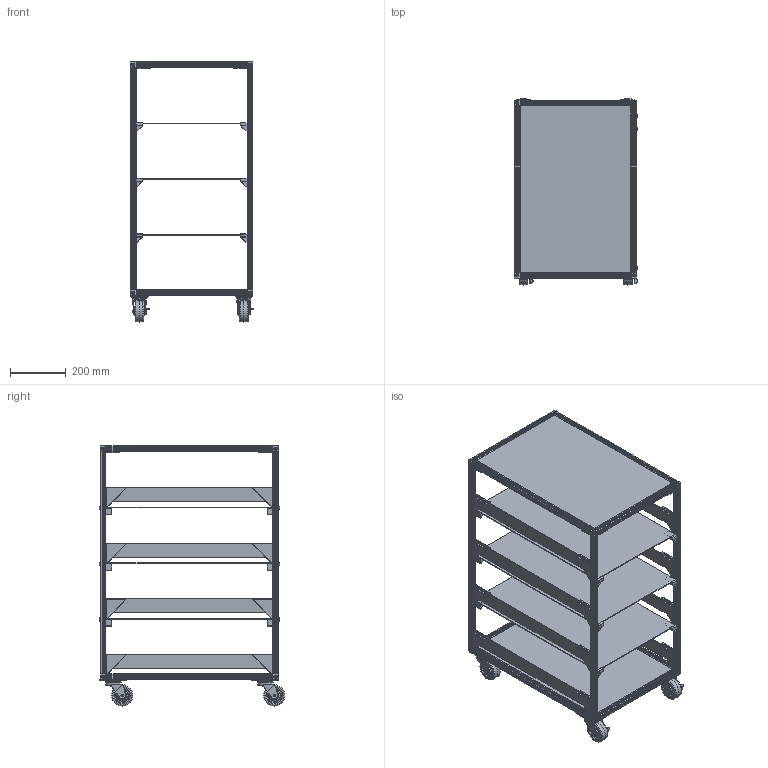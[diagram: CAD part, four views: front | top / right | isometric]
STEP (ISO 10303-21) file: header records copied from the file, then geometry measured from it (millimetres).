
FILE_DESCRIPTION(/* description */ (''),/* implementation_level */ '2;1');
FILE_NAME(/* name */ 'Project Cart v2 v8.step',/* time_stamp */ '2025-09-08T13:08:22-05:00',/* author */ (''),/* organization */ (''),/* preprocessor_version */ 'ST-DEVELOPER v20.1',/* originating_system */ 'Autodesk Translation Framework v14.10.0.0',/* authorisation */ '');
FILE_SCHEMA (('AUTOMOTIVE_DESIGN { 1 0 10303 214 3 1 1 }'));
Length unit declared in the file: millimetre
Products named in the file (45): Project Cart v2; Frame; 400mm 2020; 400mm 2020_1; 800mm 2020; 600mm 2020; 5537T9_T-Slotted Framing; 600mm 2020_1; 600mm 2020_2; 600mm 2020_3; 600mm 2020_4; 5537T9_T-Slotted Framing_1; 400mm 2020_2; 400mm 2020_3; 5537T9_T-Slotted Framing_2; corner cube 2020 v slot; 2358T26_Static-Control Plate Caster; Corner Bracket Shelf Support; Corner Bracket Shelf Support_1; Corner Bracket Shelf Support_2; Corner Bracket Shelf Support_3; Bracket; Top and Bottom Shelves; Interior Shelves; 2020 shelf bracket; 2020 shelf bracket_1; 2020 shelf bracket_2; Bracket_1; 2020 shelf bracket v9(Mirror); Bracket(Mirror); 2020 shelf bracket v9(Mirror) (1); Bracket(Mirror) (1); 2020 shelf bracket v9(Mirror)(Mirror); Bracket(Mirror)(Mirror); 2020 Side Bracket; 2020 Side Bracket_1; 2020 Side Bracket_2; 2020 Side Bracket_3; 2020 Side Bracket_4; 2020 Side Bracket_5 ...
Assembly tree (89 placements, depth 5):
  Project Cart v2
    Frame
      800mm 2020  x4
        600mm 2020
          5537T9_T-Slotted Framing
      600mm 2020_1  x3
        600mm 2020_2
          5537T9_T-Slotted Framing_1
      corner cube 2020 v slot  x8
      400mm 2020_2  x3
        400mm 2020_3
          5537T9_T-Slotted Framing_2
      400mm 2020
        400mm 2020_1
          5537T9_T-Slotted Framing_2
      600mm 2020_3
        600mm 2020_4
          5537T9_T-Slotted Framing_1
      2358T26_Static-Control Plate Caster  x4
      Corner Bracket Shelf Support
        Bracket
      Corner Bracket Shelf Support_1
        Bracket
      Corner Bracket Shelf Support_2
        Bracket
      Corner Bracket Shelf Support_3
        Bracket
    Top and Bottom Shelves  x2
    Interior Shelves
      2020 shelf bracket
        Bracket_1
      2020 shelf bracket v9(Mirror)  x3
        Bracket(Mirror)
      2020 shelf bracket v9(Mirror) (1)  x3
        Bracket(Mirror) (1)
      2020 shelf bracket v9(Mirror)(Mirror)  x3
        Bracket(Mirror)(Mirror)
      2020 shelf bracket_1
        Bracket_1
      2020 shelf bracket_2
        Bracket_1
      2020 Side Bracket
        Side Bracket
      2020 Side Bracket_1
        Side Bracket
      2020 Side Bracket v3(Mirror)  x8
        Side Bracket(Mirror)
      2020 Side Bracket_2
        Side Bracket
      2020 Side Bracket_3
        Side Bracket
      2020 Side Bracket_4
        Side Bracket
      2020 Side Bracket_5
        Side Bracket
      2020 Side Bracket_6
        Side Bracket
      2020 Side Bracket_7
        Side Bracket
Bounding box: 442.67 x 667.84 x 935.25 mm (x, y, z)
Volume: 14460623.9 mm3; surface area: 4873279.9 mm2
Topology: 145 solids, 145 shells, 4586 faces, 10828 edges, 6528 vertices
Faces by surface type: plane 3366, cylinder 884, torus 132, cone 92, bspline 64, sphere 48
Full cylindrical faces by diameter (mm): 4.191 x4, 4.3 x12, 5.8 x44, 6.35 x28, 7 x24, 7.62 x4, 8.382 x8, 9 x28, 12 x48, 13.335 x4, 19.05 x8, 20.637 x4, 24.765 x4, 26.67 x4
Entity records: 35277 total; most frequent: CARTESIAN_POINT 8620, DIRECTION 5508, ORIENTED_EDGE 5110, EDGE_CURVE 2555, LINE 1946, VECTOR 1946, AXIS2_PLACEMENT_3D 1781, VERTEX_POINT 1563
